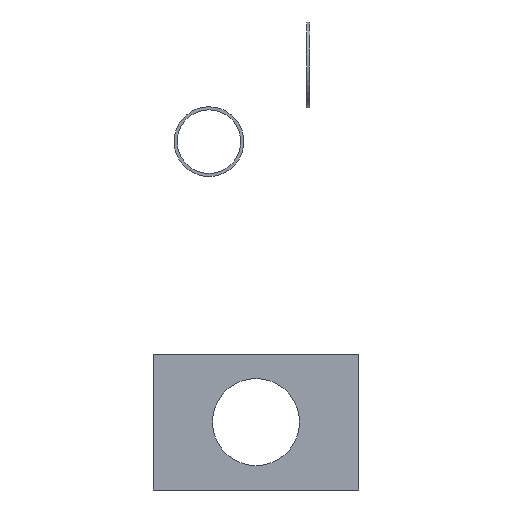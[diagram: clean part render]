
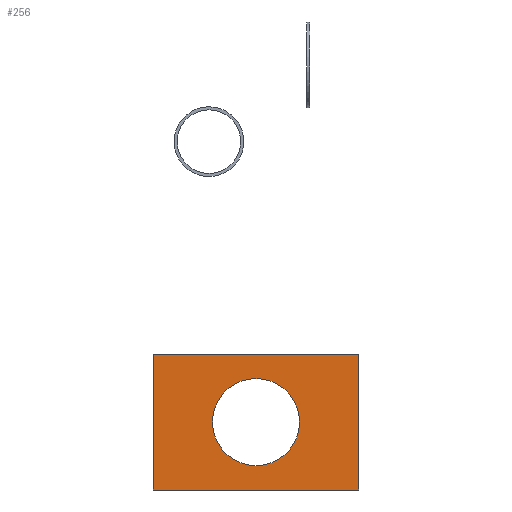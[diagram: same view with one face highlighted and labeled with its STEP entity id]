
A CAD part, left-side view. The second image highlights one B-rep face of the part: STEP entity #256.
In plain terms, the highlighted planar face has unit normal (-1, 0, 0).
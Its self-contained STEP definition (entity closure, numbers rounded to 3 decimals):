
#20=FACE_BOUND('',#54,.T.);
#26=PLANE('',#290);
#37=FACE_OUTER_BOUND('',#53,.T.);
#53=EDGE_LOOP('',(#192,#193,#194,#195));
#54=EDGE_LOOP('',(#196));
#76=LINE('',#421,#93);
#77=LINE('',#423,#94);
#78=LINE('',#425,#95);
#79=LINE('',#426,#96);
#93=VECTOR('',#336,10.);
#94=VECTOR('',#337,10.);
#95=VECTOR('',#338,10.);
#96=VECTOR('',#339,10.);
#107=CIRCLE('',#288,12.5);
#124=VERTEX_POINT('',#406);
#129=VERTEX_POINT('',#419);
#130=VERTEX_POINT('',#420);
#131=VERTEX_POINT('',#422);
#132=VERTEX_POINT('',#424);
#150=EDGE_CURVE('',#124,#124,#107,.T.);
#155=EDGE_CURVE('',#129,#130,#76,.T.);
#156=EDGE_CURVE('',#130,#131,#77,.T.);
#157=EDGE_CURVE('',#131,#132,#78,.T.);
#158=EDGE_CURVE('',#132,#129,#79,.T.);
#192=ORIENTED_EDGE('',*,*,#155,.T.);
#193=ORIENTED_EDGE('',*,*,#156,.T.);
#194=ORIENTED_EDGE('',*,*,#157,.T.);
#195=ORIENTED_EDGE('',*,*,#158,.T.);
#196=ORIENTED_EDGE('',*,*,#150,.T.);
#256=ADVANCED_FACE('',(#37,#20),#26,.F.);
#288=AXIS2_PLACEMENT_3D('',#408,#326,#327);
#290=AXIS2_PLACEMENT_3D('',#418,#334,#335);
#326=DIRECTION('center_axis',(1.,0.,0.));
#327=DIRECTION('ref_axis',(0.,1.,0.));
#334=DIRECTION('center_axis',(1.,0.,0.));
#335=DIRECTION('ref_axis',(0.,-1.,0.));
#336=DIRECTION('',(0.,0.,1.));
#337=DIRECTION('',(0.,1.,0.));
#338=DIRECTION('',(0.,0.,-1.));
#339=DIRECTION('',(0.,-1.,0.));
#406=CARTESIAN_POINT('',(0.,3.,-14.5));
#408=CARTESIAN_POINT('Origin',(0.,15.5,-14.5));
#418=CARTESIAN_POINT('Origin',(0.,15.5,-14.5));
#419=CARTESIAN_POINT('',(0.,-14.,-34.));
#420=CARTESIAN_POINT('',(0.,-14.,5.));
#421=CARTESIAN_POINT('',(0.,-14.,-14.5));
#422=CARTESIAN_POINT('',(0.,45.,5.));
#423=CARTESIAN_POINT('',(0.,15.5,5.));
#424=CARTESIAN_POINT('',(0.,45.,-34.));
#425=CARTESIAN_POINT('',(0.,45.,-14.5));
#426=CARTESIAN_POINT('',(0.,15.5,-34.));
